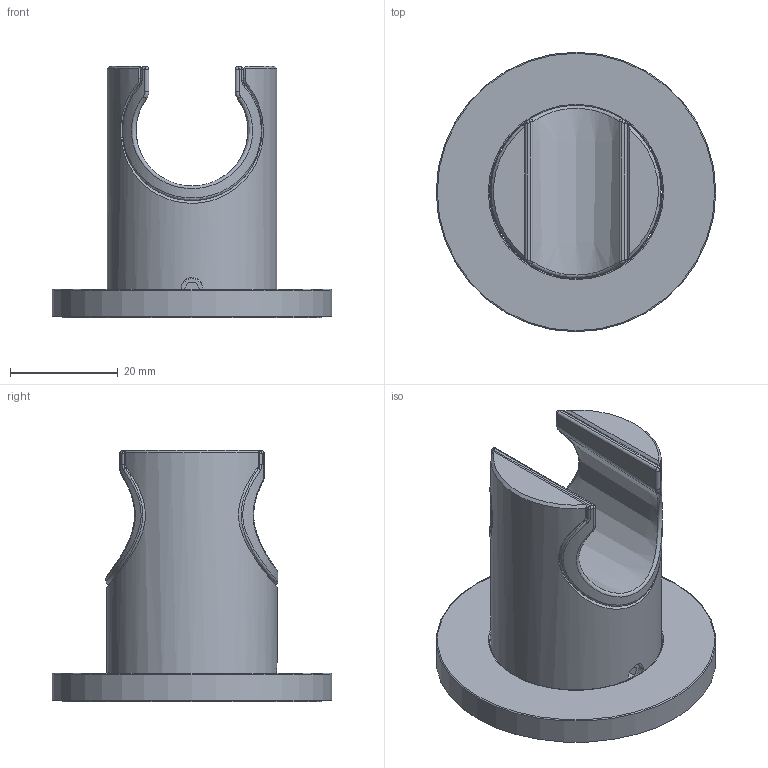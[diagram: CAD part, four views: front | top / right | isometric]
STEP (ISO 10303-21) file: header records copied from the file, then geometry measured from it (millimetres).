
FILE_DESCRIPTION(/* description */ ('Unknown'),/* implementation_level */ '2;1');
FILE_NAME(/* name */ 'AR514-00 R1',/* time_stamp */ '2025-01-14T17:23:38+01:00',/* author */ ('Unknown'),/* organization */ ('Unknown'),/* preprocessor_version */ 'ST-DEVELOPER v19.4',/* originating_system */ 'Solid Edge',/* authorisation */ 'Unknown');
FILE_SCHEMA (('AUTOMOTIVE_DESIGN {1 0 10303 214 3 1 1}'));
Length unit declared in the file: millimetre
Products named in the file (7): AR514-00 R1; AR517-06; AR517-07; AR514-01 R1; AR517-02; AR306-15; AR517-05
Assembly tree (6 placements, depth 2):
  AR514-00 R1
    AR517-06
    AR517-07
    AR514-01 R1
    AR517-02
    AR306-15
    AR517-05
Bounding box: 52 x 52 x 46.8 mm (x, y, z)
Volume: 25362.2 mm3; surface area: 17855.6 mm2
Topology: 6 solids, 6 shells, 116 faces, 256 edges, 148 vertices
Faces by surface type: plane 35, cylinder 34, bspline 21, cone 10, torus 8, sphere 8
Full cylindrical faces by diameter (mm): 4 x1, 5 x1, 7.7 x1, 8 x1, 22.1 x1, 31.7 x1, 32.2 x2, 35.2 x1, 39 x1, 40 x1, 48 x2, 52 x1
Entity records: 4201 total; most frequent: CARTESIAN_POINT 1760, DIRECTION 435, ORIENTED_EDGE 416, EDGE_CURVE 208, AXIS2_PLACEMENT_3D 186, FACE_BOUND 155, EDGE_LOOP 153, VERTEX_POINT 137
